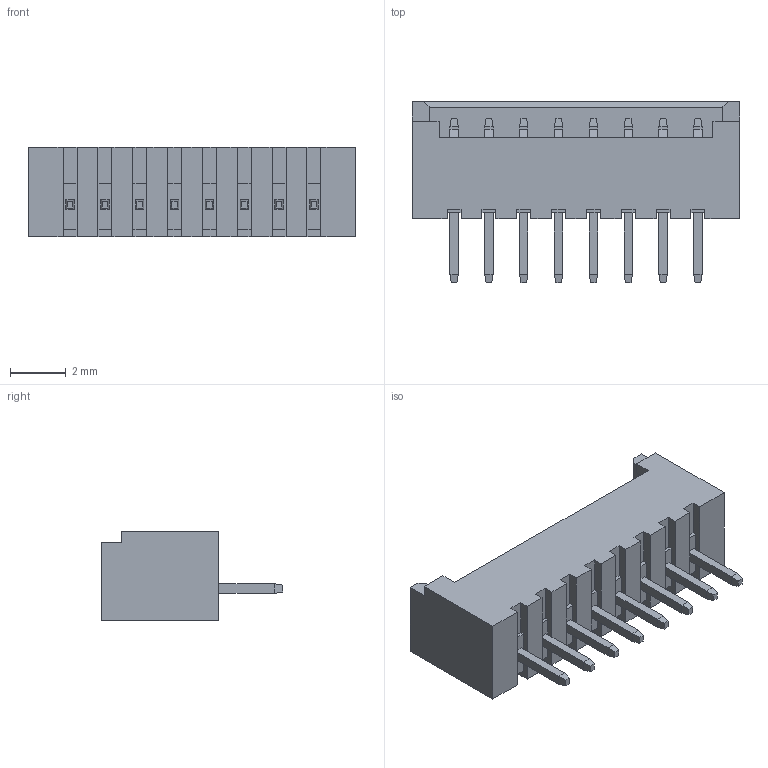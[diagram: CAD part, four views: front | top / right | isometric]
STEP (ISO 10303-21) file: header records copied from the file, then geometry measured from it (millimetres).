
FILE_DESCRIPTION (( 'STEP AP203' ), '1' );
FILE_NAME ('125SH-B-08-TS-(A).STEP', '2022-09-16T01:14:53', ( '' ), ( '' ), 'SwSTEP 2.0', 'SolidWorks 2021', '' );
FILE_SCHEMA (( 'CONFIG_CONTROL_DESIGN' ));
Length unit declared in the file: millimetre
Products named in the file (1): 125SH-B-08-TS-(A)
Bounding box: 11.75 x 6.5 x 3.2 mm (x, y, z)
Volume: 76.3 mm3; surface area: 322 mm2
Topology: 1 solids, 1 shells, 280 faces, 714 edges, 452 vertices
Faces by surface type: plane 280
Entity records: 8267 total; most frequent: CARTESIAN_POINT 1447, ORIENTED_EDGE 1428, DIRECTION 1276, EDGE_CURVE 714, VECTOR 714, LINE 714, VERTEX_POINT 452, EDGE_LOOP 300
